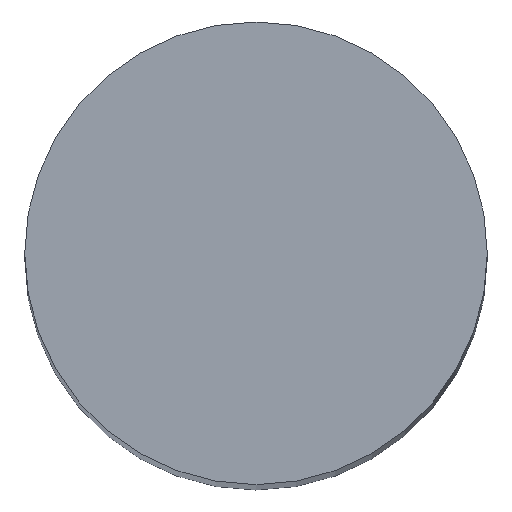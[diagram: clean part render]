
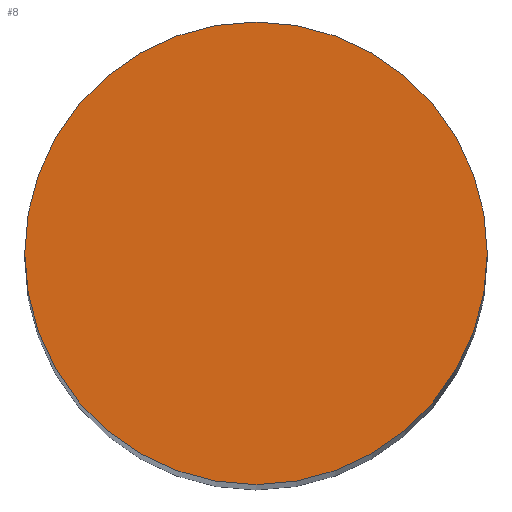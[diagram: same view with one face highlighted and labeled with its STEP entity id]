
A CAD part, top view. The second image highlights one B-rep face of the part: STEP entity #8.
In plain terms, the highlighted planar face has unit normal (0, 0, 1).
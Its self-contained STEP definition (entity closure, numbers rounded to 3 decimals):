
#2 = DIRECTION ( 'NONE',  ( 1., 0., 0. ) ) ;
#6 = CARTESIAN_POINT ( 'NONE',  ( 7., 0., 48. ) ) ;
#8 = ADVANCED_FACE ( 'NONE', ( #78 ), #121, .T. ) ;
#11 = AXIS2_PLACEMENT_3D ( 'NONE', #56, #137, #2 ) ;
#35 = VERTEX_POINT ( 'NONE', #55 ) ;
#39 = CARTESIAN_POINT ( 'NONE',  ( 10., 0., 48. ) ) ;
#43 = AXIS2_PLACEMENT_3D ( 'NONE', #90, #92, #107 ) ;
#48 = ORIENTED_EDGE ( 'NONE', *, *, #175, .T. ) ;
#55 = CARTESIAN_POINT ( 'NONE',  ( 13., 0., 48. ) ) ;
#56 = CARTESIAN_POINT ( 'NONE',  ( 10., 0., 48. ) ) ;
#57 = EDGE_CURVE ( 'NONE', #133, #35, #153, .T. ) ;
#62 = EDGE_LOOP ( 'NONE', ( #103, #48 ) ) ;
#78 = FACE_OUTER_BOUND ( 'NONE', #62, .T. ) ;
#90 = CARTESIAN_POINT ( 'NONE',  ( 10., 0., 48. ) ) ;
#92 = DIRECTION ( 'NONE',  ( 0., 0., 1. ) ) ;
#103 = ORIENTED_EDGE ( 'NONE', *, *, #57, .T. ) ;
#104 = AXIS2_PLACEMENT_3D ( 'NONE', #39, #122, #120 ) ;
#107 = DIRECTION ( 'NONE',  ( 1., 0., 0. ) ) ;
#118 = CIRCLE ( 'NONE', #43, 3. ) ;
#120 = DIRECTION ( 'NONE',  ( 1., 0., 0. ) ) ;
#121 = PLANE ( 'NONE',  #11 ) ;
#122 = DIRECTION ( 'NONE',  ( 0., 0., 1. ) ) ;
#133 = VERTEX_POINT ( 'NONE', #6 ) ;
#137 = DIRECTION ( 'NONE',  ( 0., 0., 1. ) ) ;
#153 = CIRCLE ( 'NONE', #104, 3. ) ;
#175 = EDGE_CURVE ( 'NONE', #35, #133, #118, .T. ) ;
